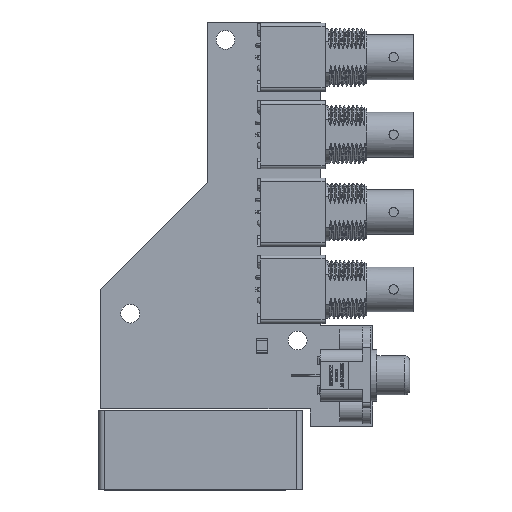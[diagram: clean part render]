
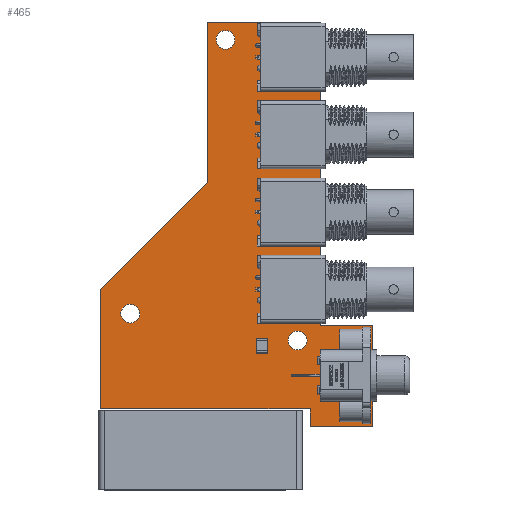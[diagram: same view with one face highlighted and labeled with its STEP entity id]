
A CAD part, top view. The second image highlights one B-rep face of the part: STEP entity #465.
In plain terms, the highlighted planar face has unit normal (0, 0, 1).
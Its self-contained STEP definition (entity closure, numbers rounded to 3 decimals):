
#61 = VERTEX_POINT('',#62);
#62 = CARTESIAN_POINT('',(1.27,0.,0.));
#79 = VERTEX_POINT('',#80);
#80 = CARTESIAN_POINT('',(46.,0.,0.));
#86 = EDGE_CURVE('',#61,#79,#87,.T.);
#87 = LINE('',#88,#89);
#88 = CARTESIAN_POINT('',(1.27,0.,0.));
#89 = VECTOR('',#90,1.);
#90 = DIRECTION('',(1.,0.,0.));
#110 = VERTEX_POINT('',#111);
#111 = CARTESIAN_POINT('',(46.,-3.651,0.));
#117 = EDGE_CURVE('',#79,#110,#118,.T.);
#118 = LINE('',#119,#120);
#119 = CARTESIAN_POINT('',(46.,0.,0.));
#120 = VECTOR('',#121,1.);
#121 = DIRECTION('',(0.,-1.,0.));
#141 = VERTEX_POINT('',#142);
#142 = CARTESIAN_POINT('',(59.372,-3.651,0.));
#148 = EDGE_CURVE('',#110,#141,#149,.T.);
#149 = LINE('',#150,#151);
#150 = CARTESIAN_POINT('',(46.,-3.651,0.));
#151 = VECTOR('',#152,1.);
#152 = DIRECTION('',(1.,0.,0.));
#172 = VERTEX_POINT('',#173);
#173 = CARTESIAN_POINT('',(59.372,17.78,0.));
#179 = EDGE_CURVE('',#141,#172,#180,.T.);
#180 = LINE('',#181,#182);
#181 = CARTESIAN_POINT('',(59.372,-3.651,0.));
#182 = VECTOR('',#183,1.);
#183 = DIRECTION('',(0.,1.,0.));
#203 = VERTEX_POINT('',#204);
#204 = CARTESIAN_POINT('',(48.26,17.78,0.));
#210 = EDGE_CURVE('',#172,#203,#211,.T.);
#211 = LINE('',#212,#213);
#212 = CARTESIAN_POINT('',(59.372,17.78,0.));
#213 = VECTOR('',#214,1.);
#214 = DIRECTION('',(-1.,0.,0.));
#234 = VERTEX_POINT('',#235);
#235 = CARTESIAN_POINT('',(48.26,82.55,0.));
#241 = EDGE_CURVE('',#203,#234,#242,.T.);
#242 = LINE('',#243,#244);
#243 = CARTESIAN_POINT('',(48.26,17.78,0.));
#244 = VECTOR('',#245,1.);
#245 = DIRECTION('',(0.,1.,0.));
#265 = VERTEX_POINT('',#266);
#266 = CARTESIAN_POINT('',(24.13,82.55,0.));
#272 = EDGE_CURVE('',#234,#265,#273,.T.);
#273 = LINE('',#274,#275);
#274 = CARTESIAN_POINT('',(48.26,82.55,0.));
#275 = VECTOR('',#276,1.);
#276 = DIRECTION('',(-1.,0.,0.));
#296 = VERTEX_POINT('',#297);
#297 = CARTESIAN_POINT('',(24.13,48.26,0.));
#303 = EDGE_CURVE('',#265,#296,#304,.T.);
#304 = LINE('',#305,#306);
#305 = CARTESIAN_POINT('',(24.13,82.55,0.));
#306 = VECTOR('',#307,1.);
#307 = DIRECTION('',(0.,-1.,0.));
#327 = VERTEX_POINT('',#328);
#328 = CARTESIAN_POINT('',(1.27,25.4,0.));
#334 = EDGE_CURVE('',#296,#327,#335,.T.);
#335 = LINE('',#336,#337);
#336 = CARTESIAN_POINT('',(24.13,48.26,0.));
#337 = VECTOR('',#338,1.);
#338 = DIRECTION('',(-0.707,-0.707,0.));
#356 = EDGE_CURVE('',#327,#61,#357,.T.);
#357 = LINE('',#358,#359);
#358 = CARTESIAN_POINT('',(1.27,25.4,0.));
#359 = VECTOR('',#360,1.);
#360 = DIRECTION('',(0.,-1.,0.));
#371 = VERTEX_POINT('',#372);
#372 = CARTESIAN_POINT('',(45.339,14.605,0.));
#388 = EDGE_CURVE('',#371,#371,#389,.T.);
#389 = CIRCLE('',#390,2.);
#390 = AXIS2_PLACEMENT_3D('',#391,#392,#393);
#391 = CARTESIAN_POINT('',(43.339,14.605,0.));
#392 = DIRECTION('',(0.,0.,-1.));
#393 = DIRECTION('',(1.,0.,0.));
#404 = VERTEX_POINT('',#405);
#405 = CARTESIAN_POINT('',(9.62,20.32,0.));
#421 = EDGE_CURVE('',#404,#404,#422,.T.);
#422 = CIRCLE('',#423,2.);
#423 = AXIS2_PLACEMENT_3D('',#424,#425,#426);
#424 = CARTESIAN_POINT('',(7.62,20.32,0.));
#425 = DIRECTION('',(0.,0.,-1.));
#426 = DIRECTION('',(1.,0.,0.));
#437 = VERTEX_POINT('',#438);
#438 = CARTESIAN_POINT('',(29.94,78.74,0.));
#454 = EDGE_CURVE('',#437,#437,#455,.T.);
#455 = CIRCLE('',#456,2.);
#456 = AXIS2_PLACEMENT_3D('',#457,#458,#459);
#457 = CARTESIAN_POINT('',(27.94,78.74,0.));
#458 = DIRECTION('',(0.,0.,-1.));
#459 = DIRECTION('',(1.,0.,0.));
#465 = ADVANCED_FACE('',(#466,#478,#481,#484),#487,.T.);
#466 = FACE_BOUND('',#467,.T.);
#467 = EDGE_LOOP('',(#468,#469,#470,#471,#472,#473,#474,#475,#476,#477)
  );
#468 = ORIENTED_EDGE('',*,*,#86,.T.);
#469 = ORIENTED_EDGE('',*,*,#117,.T.);
#470 = ORIENTED_EDGE('',*,*,#148,.T.);
#471 = ORIENTED_EDGE('',*,*,#179,.T.);
#472 = ORIENTED_EDGE('',*,*,#210,.T.);
#473 = ORIENTED_EDGE('',*,*,#241,.T.);
#474 = ORIENTED_EDGE('',*,*,#272,.T.);
#475 = ORIENTED_EDGE('',*,*,#303,.T.);
#476 = ORIENTED_EDGE('',*,*,#334,.T.);
#477 = ORIENTED_EDGE('',*,*,#356,.T.);
#478 = FACE_BOUND('',#479,.F.);
#479 = EDGE_LOOP('',(#480));
#480 = ORIENTED_EDGE('',*,*,#388,.T.);
#481 = FACE_BOUND('',#482,.F.);
#482 = EDGE_LOOP('',(#483));
#483 = ORIENTED_EDGE('',*,*,#421,.T.);
#484 = FACE_BOUND('',#485,.F.);
#485 = EDGE_LOOP('',(#486));
#486 = ORIENTED_EDGE('',*,*,#454,.T.);
#487 = PLANE('',#488);
#488 = AXIS2_PLACEMENT_3D('',#489,#490,#491);
#489 = CARTESIAN_POINT('',(1.27,0.,0.));
#490 = DIRECTION('',(0.,0.,1.));
#491 = DIRECTION('',(1.,0.,0.));
